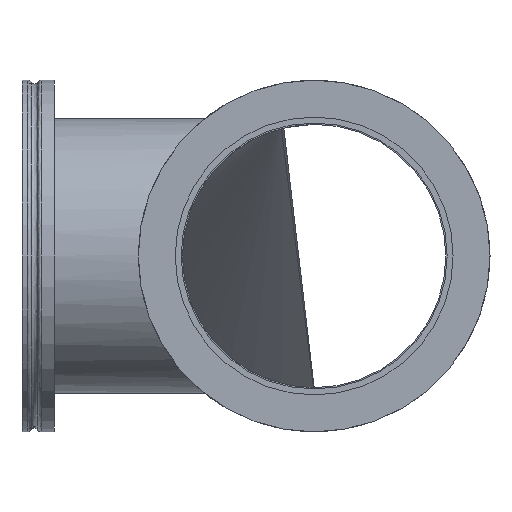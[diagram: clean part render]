
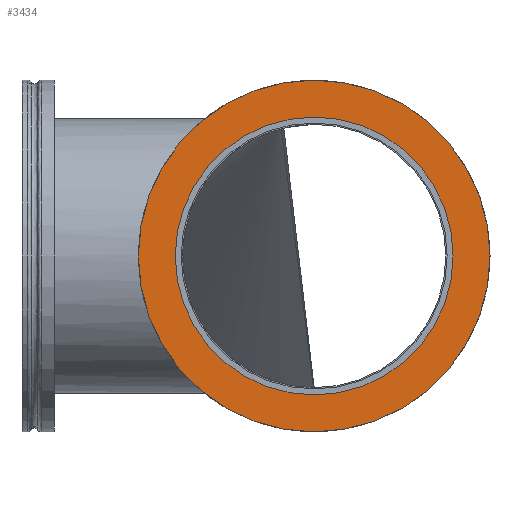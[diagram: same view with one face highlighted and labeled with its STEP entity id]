
A CAD part, left-side view. The second image highlights one B-rep face of the part: STEP entity #3434.
In plain terms, the highlighted face is planar.
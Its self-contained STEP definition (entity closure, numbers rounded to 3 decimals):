
#159 = DIRECTION ( 'NONE',  ( 0., -1., 0. ) ) ;
#278 = DIRECTION ( 'NONE',  ( 0., 1., 0. ) ) ;
#474 = DIRECTION ( 'NONE',  ( 0., 0., -1. ) ) ;
#632 = EDGE_LOOP ( 'NONE', ( #2961 ) ) ;
#1266 = DIRECTION ( 'NONE',  ( 0., 1., 0. ) ) ;
#1535 = EDGE_CURVE ( 'NONE', #2493, #2493, #1693, .T. ) ;
#1543 = CARTESIAN_POINT ( 'NONE',  ( 0., 0., -51.35 ) ) ;
#1557 = DIRECTION ( 'NONE',  ( 0., 0., -1. ) ) ;
#1693 = CIRCLE ( 'NONE', #3777, 65. ) ;
#1715 = DIRECTION ( 'NONE',  ( 0., 0., 1. ) ) ;
#2186 = CARTESIAN_POINT ( 'NONE',  ( 0., 0., -65. ) ) ;
#2270 = CIRCLE ( 'NONE', #2770, 51.35 ) ;
#2291 = CARTESIAN_POINT ( 'NONE',  ( 0., 0., 0. ) ) ;
#2300 = PLANE ( 'NONE',  #3450 ) ;
#2344 = EDGE_LOOP ( 'NONE', ( #2627 ) ) ;
#2442 = FACE_BOUND ( 'NONE', #2344, .T. ) ;
#2493 = VERTEX_POINT ( 'NONE', #2186 ) ;
#2627 = ORIENTED_EDGE ( 'NONE', *, *, #3771, .T. ) ;
#2721 = VERTEX_POINT ( 'NONE', #1543 ) ;
#2770 = AXIS2_PLACEMENT_3D ( 'NONE', #3671, #159, #474 ) ;
#2903 = FACE_OUTER_BOUND ( 'NONE', #632, .T. ) ;
#2961 = ORIENTED_EDGE ( 'NONE', *, *, #1535, .T. ) ;
#3017 = CARTESIAN_POINT ( 'NONE',  ( 0., 0., 0. ) ) ;
#3434 = ADVANCED_FACE ( 'NONE', ( #2442, #2903 ), #2300, .T. ) ;
#3450 = AXIS2_PLACEMENT_3D ( 'NONE', #2291, #278, #1715 ) ;
#3671 = CARTESIAN_POINT ( 'NONE',  ( 0., 0., 0. ) ) ;
#3771 = EDGE_CURVE ( 'NONE', #2721, #2721, #2270, .T. ) ;
#3777 = AXIS2_PLACEMENT_3D ( 'NONE', #3017, #1266, #1557 ) ;
